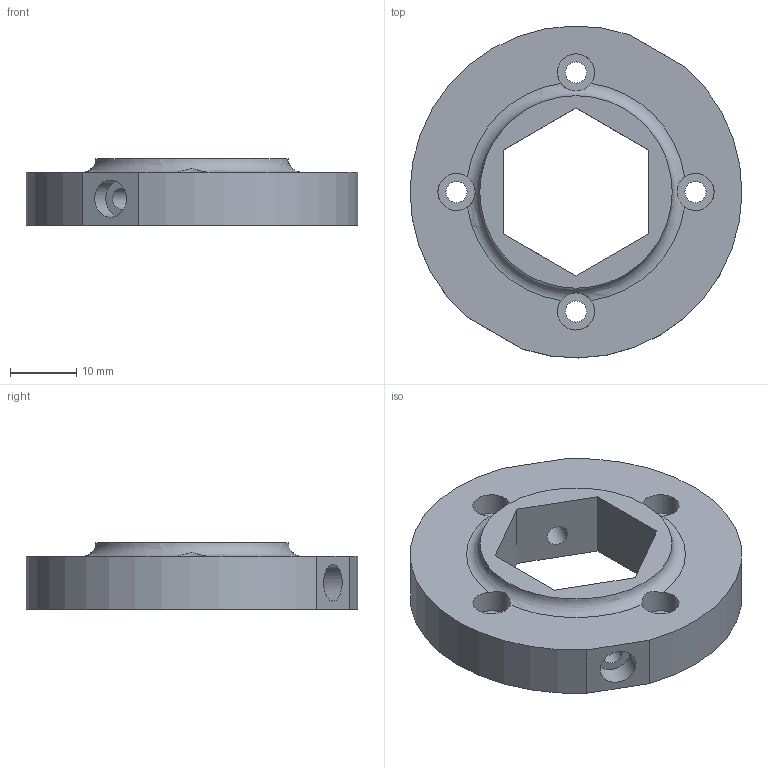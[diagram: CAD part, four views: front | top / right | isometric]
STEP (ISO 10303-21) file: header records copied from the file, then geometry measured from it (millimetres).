
FILE_DESCRIPTION(/* description */ (''),/* implementation_level */ '2;1');
FILE_NAME(/* name */ 'blocco_link2.stp',/* time_stamp */ '2025-06-13T08:03:44+02:00',/* author */ ('R5800u'),/* organization */ (''),/* preprocessor_version */ 'ST-DEVELOPER v20',/* originating_system */ 'Autodesk Inventor 2025',/* authorisation */ '');
FILE_SCHEMA (('AUTOMOTIVE_DESIGN { 1 0 10303 214 3 1 1 }'));
Length unit declared in the file: millimetre
Products named in the file (1): blocco_link2
Bounding box: 50 x 49.99 x 10 mm (x, y, z)
Volume: 12107.8 mm3; surface area: 5861.9 mm2
Topology: 1 solids, 1 shells, 32 faces, 80 edges, 55 vertices
Faces by surface type: plane 17, cylinder 14, torus 1
Full cylindrical faces by diameter (mm): 3.2 x6, 5.6 x6
Entity records: 1148 total; most frequent: CARTESIAN_POINT 269, DIRECTION 178, ORIENTED_EDGE 160, EDGE_CURVE 80, AXIS2_PLACEMENT_3D 70, VERTEX_POINT 53, EDGE_LOOP 49, LINE 38
